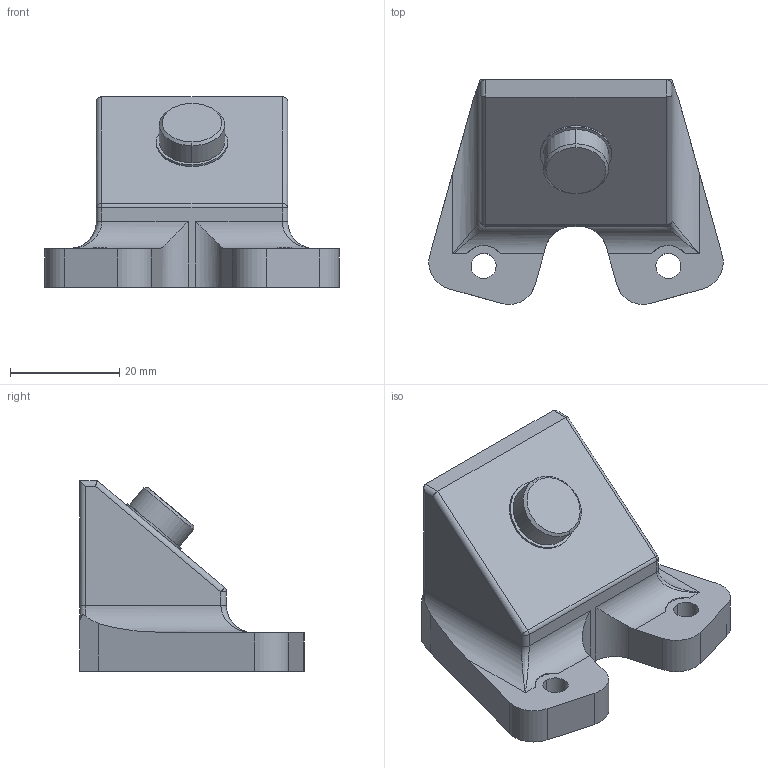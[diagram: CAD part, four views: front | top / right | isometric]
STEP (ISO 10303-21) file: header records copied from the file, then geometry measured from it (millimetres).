
FILE_DESCRIPTION (( 'STEP AP203' ), '1' );
FILE_NAME ('02_angle_50deg_v4_2020base.STEP', '2021-08-15T17:04:30', ( '' ), ( '' ), 'SwSTEP 2.0', 'SolidWorks 2020', '' );
FILE_SCHEMA (( 'CONFIG_CONTROL_DESIGN' ));
Length unit declared in the file: millimetre
Products named in the file (1): 02_angle_50deg_v4_2020base
Bounding box: 53.77 x 41.05 x 34.81 mm (x, y, z)
Volume: 30233.9 mm3; surface area: 7331.6 mm2
Topology: 1 solids, 1 shells, 59 faces, 150 edges, 92 vertices
Faces by surface type: cylinder 31, plane 20, cone 2, torus 2, bspline 2, sphere 2
Entity records: 1967 total; most frequent: CARTESIAN_POINT 512, ORIENTED_EDGE 292, DIRECTION 286, EDGE_CURVE 146, AXIS2_PLACEMENT_3D 106, VERTEX_POINT 92, VECTOR 74, LINE 74
